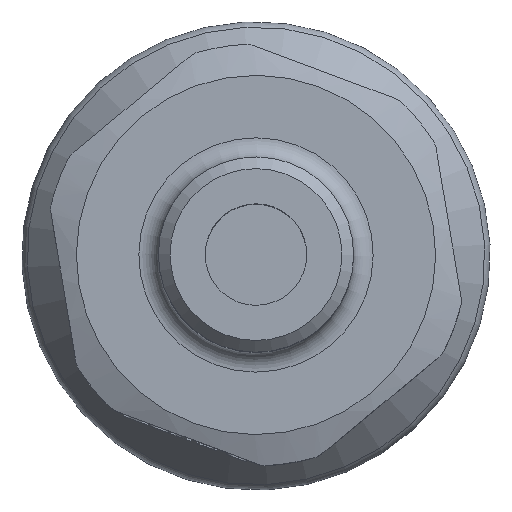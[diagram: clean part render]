
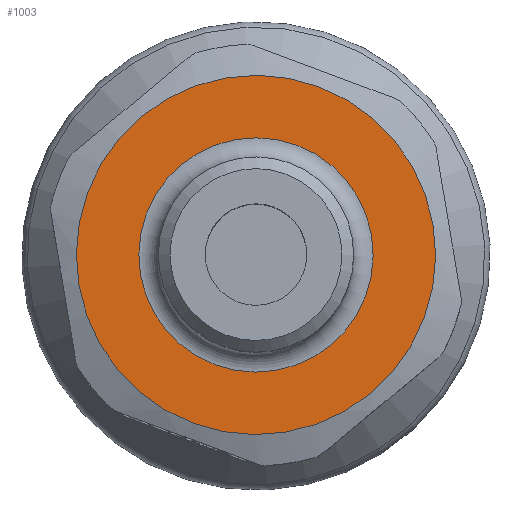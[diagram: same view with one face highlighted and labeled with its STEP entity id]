
A CAD part, top view. The second image highlights one B-rep face of the part: STEP entity #1003.
In plain terms, the highlighted planar face has unit normal (0, 0, 1).
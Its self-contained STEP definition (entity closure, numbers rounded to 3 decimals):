
#1003 = ADVANCED_FACE( '', ( #2112, #2113 ), #2114, .F. );
#2112 = FACE_BOUND( '', #6019, .T. );
#2113 = FACE_OUTER_BOUND( '', #6020, .T. );
#2114 = PLANE( '', #6021 );
#6019 = EDGE_LOOP( '', ( #9188 ) );
#6020 = EDGE_LOOP( '', ( #9189 ) );
#6021 = AXIS2_PLACEMENT_3D( '', #9190, #9191, #9192 );
#9188 = ORIENTED_EDGE( '', *, *, #10619, .T. );
#9189 = ORIENTED_EDGE( '', *, *, #10620, .T. );
#9190 = CARTESIAN_POINT( '', ( 5.4, 0., 12. ) );
#9191 = DIRECTION( '', ( 0., 0., -1. ) );
#9192 = DIRECTION( '', ( -1., 0., 0. ) );
#10619 = EDGE_CURVE( '', #12307, #12307, #12308, .T. );
#10620 = EDGE_CURVE( '', #12309, #12309, #12310, .F. );
#12307 = VERTEX_POINT( '', #16897 );
#12308 = CIRCLE( '', #16898, 3. );
#12309 = VERTEX_POINT( '', #16899 );
#12310 = CIRCLE( '', #16900, 4.6 );
#16897 = CARTESIAN_POINT( '', ( -3., 0., 12. ) );
#16898 = AXIS2_PLACEMENT_3D( '', #17592, #17593, #17594 );
#16899 = CARTESIAN_POINT( '', ( -4.6, 0., 12. ) );
#16900 = AXIS2_PLACEMENT_3D( '', #17595, #17596, #17597 );
#17592 = CARTESIAN_POINT( '', ( 0., 0., 12. ) );
#17593 = DIRECTION( '', ( 0., 0., -1. ) );
#17594 = DIRECTION( '', ( -1., 0., 0. ) );
#17595 = CARTESIAN_POINT( '', ( 0., 0., 12. ) );
#17596 = DIRECTION( '', ( 0., 0., -1. ) );
#17597 = DIRECTION( '', ( -1., 0., 0. ) );
